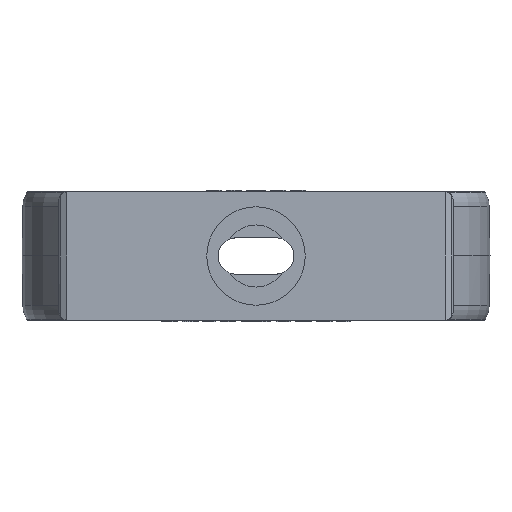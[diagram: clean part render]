
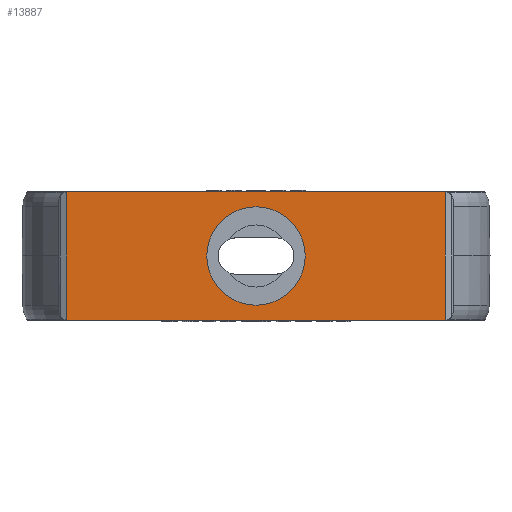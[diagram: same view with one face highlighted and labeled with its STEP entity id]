
A CAD part, front view. The second image highlights one B-rep face of the part: STEP entity #13887.
In plain terms, the highlighted planar face has unit normal (0, -1, 0).
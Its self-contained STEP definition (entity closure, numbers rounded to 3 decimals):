
#270=DIRECTION('',(-1.,0.,0.));
#271=VECTOR('',#270,49.7);
#272=CARTESIAN_POINT('',(24.85,0.,8.5));
#273=LINE('',#272,#271);
#1005=DIRECTION('',(1.,0.,0.));
#1006=VECTOR('',#1005,49.7);
#1007=CARTESIAN_POINT('',(-24.85,0.,-8.5));
#1008=LINE('',#1007,#1006);
#2622=CARTESIAN_POINT('',(25.,0.,-8.491));
#2628=CARTESIAN_POINT('',(24.85,0.,7.3));
#2629=DIRECTION('',(0.,-1.,0.));
#2630=DIRECTION('',(0.125,0.,0.992));
#2631=AXIS2_PLACEMENT_3D('',#2628,#2629,#2630);
#2633=DIRECTION('',(0.,0.,1.));
#2634=VECTOR('',#2633,16.981);
#2635=CARTESIAN_POINT('',(25.,0.,-8.491));
#2636=LINE('',#2635,#2634);
#2637=CARTESIAN_POINT('',(24.85,0.,-7.3));
#2638=DIRECTION('',(0.,-1.,0.));
#2639=DIRECTION('',(0.,0.,-1.));
#2640=AXIS2_PLACEMENT_3D('',#2637,#2638,#2639);
#2642=CARTESIAN_POINT('',(-24.85,0.,-7.3));
#2643=DIRECTION('',(0.,-1.,0.));
#2644=DIRECTION('',(-0.125,0.,-0.992));
#2645=AXIS2_PLACEMENT_3D('',#2642,#2643,#2644);
#2647=DIRECTION('',(0.,0.,-1.));
#2648=VECTOR('',#2647,16.981);
#2649=CARTESIAN_POINT('',(-25.,0.,8.491));
#2650=LINE('',#2649,#2648);
#2651=CARTESIAN_POINT('',(-24.85,0.,7.3));
#2652=DIRECTION('',(0.,-1.,0.));
#2653=DIRECTION('',(0.,0.,1.));
#2654=AXIS2_PLACEMENT_3D('',#2651,#2652,#2653);
#2656=CARTESIAN_POINT('',(0.,0.,0.));
#2657=DIRECTION('',(0.,1.,0.));
#2658=DIRECTION('',(1.,0.,0.));
#2659=AXIS2_PLACEMENT_3D('',#2656,#2657,#2658);
#2661=CARTESIAN_POINT('',(0.,0.,0.));
#2662=DIRECTION('',(0.,1.,0.));
#2663=DIRECTION('',(-1.,0.,0.));
#2664=AXIS2_PLACEMENT_3D('',#2661,#2662,#2663);
#2670=CARTESIAN_POINT('',(25.,0.,8.491));
#9120=VERTEX_POINT('',#2670);
#9123=VERTEX_POINT('',#2622);
#9124=CARTESIAN_POINT('',(-24.85,0.,8.5));
#9125=CARTESIAN_POINT('',(-25.,0.,8.491));
#9126=VERTEX_POINT('',#9124);
#9127=VERTEX_POINT('',#9125);
#9212=CARTESIAN_POINT('',(-25.,0.,-8.491));
#9213=VERTEX_POINT('',#9212);
#9214=CARTESIAN_POINT('',(24.85,0.,8.5));
#9215=VERTEX_POINT('',#9214);
#9216=CARTESIAN_POINT('',(24.85,0.,-8.5));
#9217=VERTEX_POINT('',#9216);
#9817=CARTESIAN_POINT('',(-24.85,0.,-8.5));
#9818=VERTEX_POINT('',#9817);
#9820=CARTESIAN_POINT('',(-6.5,0.,0.));
#9821=VERTEX_POINT('',#9820);
#9822=CARTESIAN_POINT('',(6.5,0.,0.));
#9823=VERTEX_POINT('',#9822);
#13862=CARTESIAN_POINT('',(-10.46,0.,-6.232));
#13863=DIRECTION('',(0.,-1.,0.));
#13864=DIRECTION('',(1.,0.,0.));
#13865=AXIS2_PLACEMENT_3D('',#13862,#13863,#13864);
#13866=PLANE('',#13865);
#13867=ORIENTED_EDGE('',*,*,#11671,.F.);
#13868=ORIENTED_EDGE('',*,*,#13825,.F.);
#13870=ORIENTED_EDGE('',*,*,#13869,.F.);
#13871=ORIENTED_EDGE('',*,*,#13852,.F.);
#13872=ORIENTED_EDGE('',*,*,#12172,.F.);
#13874=ORIENTED_EDGE('',*,*,#13873,.F.);
#13876=ORIENTED_EDGE('',*,*,#13875,.F.);
#13878=ORIENTED_EDGE('',*,*,#13877,.F.);
#13879=EDGE_LOOP('',(#13867,#13868,#13870,#13871,#13872,#13874,#13876,#13878));
#13880=FACE_OUTER_BOUND('',#13879,.F.);
#13882=ORIENTED_EDGE('',*,*,#13881,.F.);
#13884=ORIENTED_EDGE('',*,*,#13883,.F.);
#13885=EDGE_LOOP('',(#13882,#13884));
#13886=FACE_BOUND('',#13885,.F.);
#13887=ADVANCED_FACE('',(#13880,#13886),#13866,.T.);
#2632=CIRCLE('',#2631,1.2);
#2641=CIRCLE('',#2640,1.2);
#2646=CIRCLE('',#2645,1.2);
#2655=CIRCLE('',#2654,1.2);
#2660=CIRCLE('',#2659,6.5);
#2665=CIRCLE('',#2664,6.5);
#11671=EDGE_CURVE('',#9215,#9126,#273,.T.);
#12172=EDGE_CURVE('',#9818,#9217,#1008,.T.);
#13825=EDGE_CURVE('',#9120,#9215,#2632,.T.);
#13852=EDGE_CURVE('',#9217,#9123,#2641,.T.);
#13869=EDGE_CURVE('',#9123,#9120,#2636,.T.);
#13873=EDGE_CURVE('',#9213,#9818,#2646,.T.);
#13875=EDGE_CURVE('',#9127,#9213,#2650,.T.);
#13877=EDGE_CURVE('',#9126,#9127,#2655,.T.);
#13881=EDGE_CURVE('',#9823,#9821,#2660,.T.);
#13883=EDGE_CURVE('',#9821,#9823,#2665,.T.);
